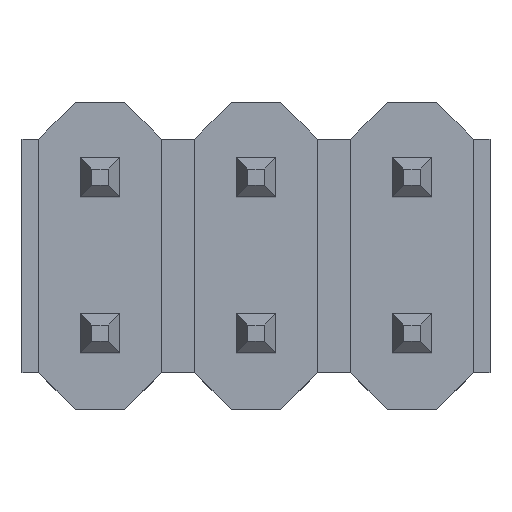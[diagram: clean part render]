
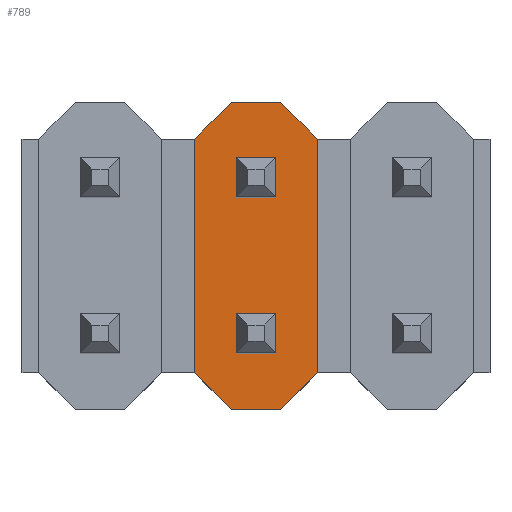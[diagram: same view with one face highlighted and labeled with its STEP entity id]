
A CAD part, top view. The second image highlights one B-rep face of the part: STEP entity #789.
In plain terms, the highlighted planar face has unit normal (0, 0, 1).
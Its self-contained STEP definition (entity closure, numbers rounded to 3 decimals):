
#19 = LINE ( 'NONE', #7081, #2451 ) ;
#73 = EDGE_LOOP ( 'NONE', ( #3935, #1562, #5794, #3544 ) ) ;
#115 = EDGE_CURVE ( 'NONE', #1249, #5752, #1874, .T. ) ;
#171 = VECTOR ( 'NONE', #1948, 1000. ) ;
#183 = VERTEX_POINT ( 'NONE', #853 ) ;
#258 = ORIENTED_EDGE ( 'NONE', *, *, #115, .T. ) ;
#354 = VECTOR ( 'NONE', #2082, 1000. ) ;
#412 = CARTESIAN_POINT ( 'NONE',  ( 2.14, -2.5, 2.5 ) ) ;
#430 = DIRECTION ( 'NONE',  ( 0., -1., 0. ) ) ;
#619 = VECTOR ( 'NONE', #6967, 1000. ) ;
#627 = VERTEX_POINT ( 'NONE', #4377 ) ;
#642 = CARTESIAN_POINT ( 'NONE',  ( 3.54, 1.9, 2.5 ) ) ;
#689 = EDGE_LOOP ( 'NONE', ( #3969, #6535, #258, #5873 ) ) ;
#702 = CARTESIAN_POINT ( 'NONE',  ( 3.54, -1.9, 2.5 ) ) ;
#735 = CARTESIAN_POINT ( 'NONE',  ( 3.54, 1.9, 2.5 ) ) ;
#764 = VECTOR ( 'NONE', #3650, 1000. ) ;
#789 = ADVANCED_FACE ( 'NONE', ( #6381, #5359, #1468 ), #3654, .F. ) ;
#826 = LINE ( 'NONE', #412, #619 ) ;
#853 = CARTESIAN_POINT ( 'NONE',  ( 2.86, -1.59, 2.5 ) ) ;
#854 = DIRECTION ( 'NONE',  ( 0.707, 0.707, 0. ) ) ;
#866 = CARTESIAN_POINT ( 'NONE',  ( -0.36, -1.59, 2.5 ) ) ;
#904 = VECTOR ( 'NONE', #2360, 1000. ) ;
#941 = EDGE_CURVE ( 'NONE', #987, #6089, #826, .T. ) ;
#959 = EDGE_CURVE ( 'NONE', #2134, #5633, #4291, .T. ) ;
#970 = AXIS2_PLACEMENT_3D ( 'NONE', #4337, #3294, #1668 ) ;
#987 = VERTEX_POINT ( 'NONE', #3677 ) ;
#991 = VECTOR ( 'NONE', #2063, 1000. ) ;
#1142 = VERTEX_POINT ( 'NONE', #735 ) ;
#1166 = VECTOR ( 'NONE', #5751, 1000. ) ;
#1249 = VERTEX_POINT ( 'NONE', #2823 ) ;
#1361 = ORIENTED_EDGE ( 'NONE', *, *, #3915, .F. ) ;
#1433 = LINE ( 'NONE', #4742, #764 ) ;
#1440 = EDGE_CURVE ( 'NONE', #627, #5951, #19, .T. ) ;
#1460 = VECTOR ( 'NONE', #854, 1000. ) ;
#1468 = FACE_OUTER_BOUND ( 'NONE', #6925, .T. ) ;
#1512 = VECTOR ( 'NONE', #430, 1000. ) ;
#1547 = VERTEX_POINT ( 'NONE', #2177 ) ;
#1562 = ORIENTED_EDGE ( 'NONE', *, *, #6060, .T. ) ;
#1668 = DIRECTION ( 'NONE',  ( -1., 0., 0. ) ) ;
#1691 = CARTESIAN_POINT ( 'NONE',  ( 2.94, 2.5, 2.5 ) ) ;
#1728 = DIRECTION ( 'NONE',  ( -0.707, 0.707, 0. ) ) ;
#1730 = EDGE_CURVE ( 'NONE', #1142, #627, #3318, .T. ) ;
#1741 = CARTESIAN_POINT ( 'NONE',  ( 1.54, 1.9, 2.5 ) ) ;
#1837 = VERTEX_POINT ( 'NONE', #702 ) ;
#1874 = LINE ( 'NONE', #2908, #171 ) ;
#1900 = CARTESIAN_POINT ( 'NONE',  ( 2.22, -0.95, 2.5 ) ) ;
#1933 = ORIENTED_EDGE ( 'NONE', *, *, #1440, .T. ) ;
#1948 = DIRECTION ( 'NONE',  ( -1., 0., 0. ) ) ;
#1951 = CARTESIAN_POINT ( 'NONE',  ( 2.94, -2.5, 2.5 ) ) ;
#2063 = DIRECTION ( 'NONE',  ( 1., 0., 0. ) ) ;
#2082 = DIRECTION ( 'NONE',  ( 0., -1., 0. ) ) ;
#2134 = VERTEX_POINT ( 'NONE', #6278 ) ;
#2177 = CARTESIAN_POINT ( 'NONE',  ( 2.22, 1.59, 2.5 ) ) ;
#2203 = ORIENTED_EDGE ( 'NONE', *, *, #4516, .T. ) ;
#2204 = VECTOR ( 'NONE', #2470, 1000. ) ;
#2288 = LINE ( 'NONE', #1741, #6529 ) ;
#2360 = DIRECTION ( 'NONE',  ( 0., -1., 0. ) ) ;
#2451 = VECTOR ( 'NONE', #5026, 1000. ) ;
#2470 = DIRECTION ( 'NONE',  ( -1., 0., 0. ) ) ;
#2533 = CARTESIAN_POINT ( 'NONE',  ( 1.54, 1.9, 2.5 ) ) ;
#2544 = LINE ( 'NONE', #3702, #1512 ) ;
#2783 = LINE ( 'NONE', #4929, #7006 ) ;
#2812 = LINE ( 'NONE', #642, #904 ) ;
#2814 = DIRECTION ( 'NONE',  ( 0., 1., 0. ) ) ;
#2823 = CARTESIAN_POINT ( 'NONE',  ( 2.86, 0.95, 2.5 ) ) ;
#2824 = ORIENTED_EDGE ( 'NONE', *, *, #1730, .T. ) ;
#2846 = DIRECTION ( 'NONE',  ( 0., 1., 0. ) ) ;
#2899 = VECTOR ( 'NONE', #7034, 1000. ) ;
#2908 = CARTESIAN_POINT ( 'NONE',  ( -0.36, 0.95, 2.5 ) ) ;
#3071 = LINE ( 'NONE', #5291, #1166 ) ;
#3294 = DIRECTION ( 'NONE',  ( 0., 0., -1. ) ) ;
#3318 = LINE ( 'NONE', #1691, #6513 ) ;
#3533 = EDGE_CURVE ( 'NONE', #6509, #183, #7029, .T. ) ;
#3544 = ORIENTED_EDGE ( 'NONE', *, *, #7027, .T. ) ;
#3593 = CARTESIAN_POINT ( 'NONE',  ( 2.86, 1.59, 2.5 ) ) ;
#3650 = DIRECTION ( 'NONE',  ( 1., 0., 0. ) ) ;
#3654 = PLANE ( 'NONE',  #970 ) ;
#3673 = EDGE_CURVE ( 'NONE', #5951, #5304, #3071, .T. ) ;
#3677 = CARTESIAN_POINT ( 'NONE',  ( 1.54, -1.9, 2.5 ) ) ;
#3691 = VERTEX_POINT ( 'NONE', #3593 ) ;
#3702 = CARTESIAN_POINT ( 'NONE',  ( 2.86, 0., 2.5 ) ) ;
#3787 = EDGE_CURVE ( 'NONE', #1547, #3691, #5360, .T. ) ;
#3915 = EDGE_CURVE ( 'NONE', #1142, #1837, #2812, .T. ) ;
#3935 = ORIENTED_EDGE ( 'NONE', *, *, #3533, .T. ) ;
#3969 = ORIENTED_EDGE ( 'NONE', *, *, #3787, .T. ) ;
#4291 = LINE ( 'NONE', #5209, #2899 ) ;
#4301 = LINE ( 'NONE', #4809, #991 ) ;
#4318 = VERTEX_POINT ( 'NONE', #4914 ) ;
#4337 = CARTESIAN_POINT ( 'NONE',  ( -0.36, 0., 2.5 ) ) ;
#4377 = CARTESIAN_POINT ( 'NONE',  ( 2.94, 2.5, 2.5 ) ) ;
#4516 = EDGE_CURVE ( 'NONE', #4318, #1837, #6898, .T. ) ;
#4742 = CARTESIAN_POINT ( 'NONE',  ( -0.36, -0.95, 2.5 ) ) ;
#4770 = ORIENTED_EDGE ( 'NONE', *, *, #5197, .F. ) ;
#4785 = DIRECTION ( 'NONE',  ( 1., 0., 0. ) ) ;
#4809 = CARTESIAN_POINT ( 'NONE',  ( 2.14, -2.5, 2.5 ) ) ;
#4889 = CARTESIAN_POINT ( 'NONE',  ( -0.36, 1.59, 2.5 ) ) ;
#4914 = CARTESIAN_POINT ( 'NONE',  ( 2.94, -2.5, 2.5 ) ) ;
#4924 = VECTOR ( 'NONE', #4785, 1000. ) ;
#4929 = CARTESIAN_POINT ( 'NONE',  ( 2.22, 0., 2.5 ) ) ;
#5026 = DIRECTION ( 'NONE',  ( -1., 0., 0. ) ) ;
#5145 = CARTESIAN_POINT ( 'NONE',  ( 2.14, 2.5, 2.5 ) ) ;
#5197 = EDGE_CURVE ( 'NONE', #987, #5304, #2288, .T. ) ;
#5209 = CARTESIAN_POINT ( 'NONE',  ( 2.22, 0., 2.5 ) ) ;
#5291 = CARTESIAN_POINT ( 'NONE',  ( 2.14, 2.5, 2.5 ) ) ;
#5304 = VERTEX_POINT ( 'NONE', #2533 ) ;
#5359 = FACE_BOUND ( 'NONE', #689, .T. ) ;
#5360 = LINE ( 'NONE', #4889, #4924 ) ;
#5538 = ORIENTED_EDGE ( 'NONE', *, *, #3673, .T. ) ;
#5633 = VERTEX_POINT ( 'NONE', #1900 ) ;
#5751 = DIRECTION ( 'NONE',  ( -0.707, -0.707, 0. ) ) ;
#5752 = VERTEX_POINT ( 'NONE', #7019 ) ;
#5767 = EDGE_CURVE ( 'NONE', #3691, #1249, #2544, .T. ) ;
#5794 = ORIENTED_EDGE ( 'NONE', *, *, #959, .T. ) ;
#5811 = EDGE_CURVE ( 'NONE', #5752, #1547, #2783, .T. ) ;
#5873 = ORIENTED_EDGE ( 'NONE', *, *, #5811, .T. ) ;
#5874 = CARTESIAN_POINT ( 'NONE',  ( 2.14, -2.5, 2.5 ) ) ;
#5918 = CARTESIAN_POINT ( 'NONE',  ( 2.86, 0., 2.5 ) ) ;
#5951 = VERTEX_POINT ( 'NONE', #5145 ) ;
#6049 = ORIENTED_EDGE ( 'NONE', *, *, #941, .T. ) ;
#6060 = EDGE_CURVE ( 'NONE', #183, #2134, #6872, .T. ) ;
#6089 = VERTEX_POINT ( 'NONE', #5874 ) ;
#6278 = CARTESIAN_POINT ( 'NONE',  ( 2.22, -1.59, 2.5 ) ) ;
#6381 = FACE_BOUND ( 'NONE', #73, .T. ) ;
#6509 = VERTEX_POINT ( 'NONE', #6841 ) ;
#6513 = VECTOR ( 'NONE', #1728, 1000. ) ;
#6529 = VECTOR ( 'NONE', #2846, 1000. ) ;
#6535 = ORIENTED_EDGE ( 'NONE', *, *, #5767, .T. ) ;
#6841 = CARTESIAN_POINT ( 'NONE',  ( 2.86, -0.95, 2.5 ) ) ;
#6872 = LINE ( 'NONE', #866, #2204 ) ;
#6898 = LINE ( 'NONE', #1951, #1460 ) ;
#6913 = ORIENTED_EDGE ( 'NONE', *, *, #7022, .T. ) ;
#6925 = EDGE_LOOP ( 'NONE', ( #2203, #1361, #2824, #1933, #5538, #4770, #6049, #6913 ) ) ;
#6967 = DIRECTION ( 'NONE',  ( 0.707, -0.707, 0. ) ) ;
#7006 = VECTOR ( 'NONE', #2814, 1000. ) ;
#7019 = CARTESIAN_POINT ( 'NONE',  ( 2.22, 0.95, 2.5 ) ) ;
#7022 = EDGE_CURVE ( 'NONE', #6089, #4318, #4301, .T. ) ;
#7027 = EDGE_CURVE ( 'NONE', #5633, #6509, #1433, .T. ) ;
#7029 = LINE ( 'NONE', #5918, #354 ) ;
#7034 = DIRECTION ( 'NONE',  ( 0., 1., 0. ) ) ;
#7081 = CARTESIAN_POINT ( 'NONE',  ( 2.14, 2.5, 2.5 ) ) ;
